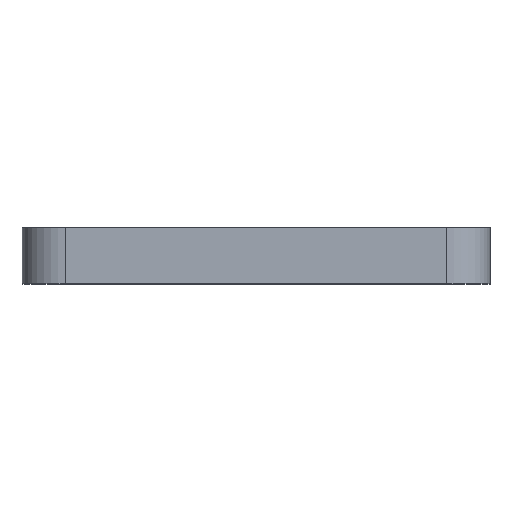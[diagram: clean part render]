
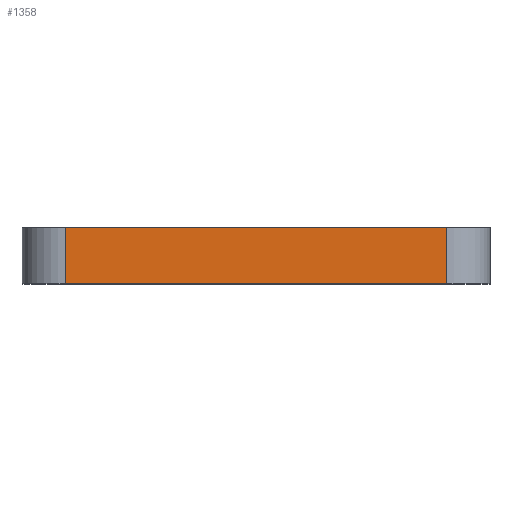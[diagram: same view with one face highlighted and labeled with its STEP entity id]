
A CAD part, top view. The second image highlights one B-rep face of the part: STEP entity #1358.
In plain terms, the highlighted planar face has unit normal (0, 0, 1).
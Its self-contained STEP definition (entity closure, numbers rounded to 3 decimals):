
#14 = VECTOR ( 'NONE', #1284, 1000. ) ;
#24 = LINE ( 'NONE', #1647, #14 ) ;
#49 = LINE ( 'NONE', #1599, #52 ) ;
#52 = VECTOR ( 'NONE', #715, 1000. ) ;
#77 = VECTOR ( 'NONE', #855, 1000. ) ;
#78 = LINE ( 'NONE', #1712, #77 ) ;
#121 = DIRECTION ( 'NONE',  ( 0., 0., -1. ) ) ;
#144 = DIRECTION ( 'NONE',  ( -1., 0., 0. ) ) ;
#251 = EDGE_CURVE ( 'NONE', #587, #1027, #78, .T. ) ;
#276 = CARTESIAN_POINT ( 'NONE',  ( -20.365, 0., 25. ) ) ;
#295 = PLANE ( 'NONE',  #551 ) ;
#347 = EDGE_CURVE ( 'NONE', #1027, #577, #49, .T. ) ;
#355 = EDGE_LOOP ( 'NONE', ( #1159, #1167, #1176, #1188 ) ) ;
#417 = EDGE_CURVE ( 'NONE', #1673, #577, #24, .T. ) ;
#425 = CARTESIAN_POINT ( 'NONE',  ( 20.365, 6., 25. ) ) ;
#551 = AXIS2_PLACEMENT_3D ( 'NONE', #1419, #121, #144 ) ;
#577 = VERTEX_POINT ( 'NONE', #942 ) ;
#587 = VERTEX_POINT ( 'NONE', #774 ) ;
#715 = DIRECTION ( 'NONE',  ( 1., 0., 0. ) ) ;
#774 = CARTESIAN_POINT ( 'NONE',  ( -20.365, 6., 25. ) ) ;
#855 = DIRECTION ( 'NONE',  ( 0., -1., 0. ) ) ;
#942 = CARTESIAN_POINT ( 'NONE',  ( 20.365, 0., 25. ) ) ;
#1027 = VERTEX_POINT ( 'NONE', #276 ) ;
#1071 = CARTESIAN_POINT ( 'NONE',  ( 20.365, 6., 25. ) ) ;
#1159 = ORIENTED_EDGE ( 'NONE', *, *, #347, .T. ) ;
#1167 = ORIENTED_EDGE ( 'NONE', *, *, #417, .F. ) ;
#1176 = ORIENTED_EDGE ( 'NONE', *, *, #1314, .F. ) ;
#1188 = ORIENTED_EDGE ( 'NONE', *, *, #251, .T. ) ;
#1274 = FACE_OUTER_BOUND ( 'NONE', #355, .T. ) ;
#1283 = VECTOR ( 'NONE', #1772, 1000. ) ;
#1284 = DIRECTION ( 'NONE',  ( 0., -1., 0. ) ) ;
#1294 = LINE ( 'NONE', #425, #1283 ) ;
#1314 = EDGE_CURVE ( 'NONE', #587, #1673, #1294, .T. ) ;
#1358 = ADVANCED_FACE ( 'NONE', ( #1274 ), #295, .F. ) ;
#1419 = CARTESIAN_POINT ( 'NONE',  ( 20.365, 6., 25. ) ) ;
#1599 = CARTESIAN_POINT ( 'NONE',  ( 20.365, 0., 25. ) ) ;
#1647 = CARTESIAN_POINT ( 'NONE',  ( 20.365, 6., 25. ) ) ;
#1673 = VERTEX_POINT ( 'NONE', #1071 ) ;
#1712 = CARTESIAN_POINT ( 'NONE',  ( -20.365, 6., 25. ) ) ;
#1772 = DIRECTION ( 'NONE',  ( 1., 0., 0. ) ) ;
